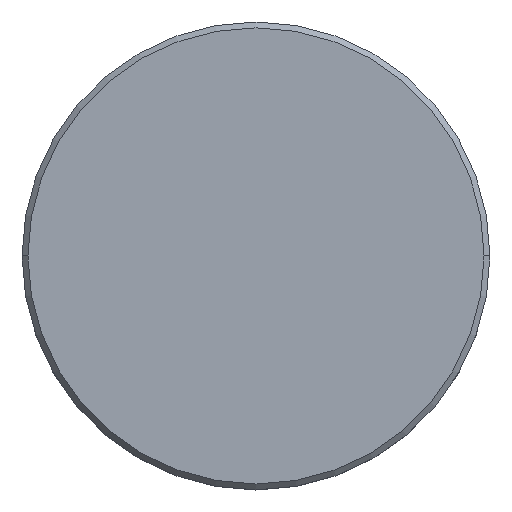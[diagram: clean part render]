
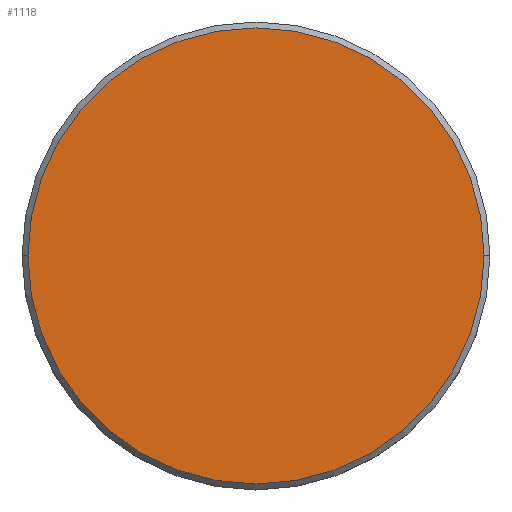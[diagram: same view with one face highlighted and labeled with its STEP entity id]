
A CAD part, top view. The second image highlights one B-rep face of the part: STEP entity #1118.
In plain terms, the highlighted planar face has unit normal (0, 0, 1).
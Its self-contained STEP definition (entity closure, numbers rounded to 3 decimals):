
#10 = CARTESIAN_POINT ( 'NONE',  ( 0., 0., 0. ) ) ;
#58 = ORIENTED_EDGE ( 'NONE', *, *, #203, .T. ) ;
#81 = CIRCLE ( 'NONE', #979, 19.5 ) ;
#92 = VERTEX_POINT ( 'NONE', #1179 ) ;
#102 = VERTEX_POINT ( 'NONE', #731 ) ;
#157 = DIRECTION ( 'NONE',  ( 1., 0., 0. ) ) ;
#203 = EDGE_CURVE ( 'NONE', #92, #102, #794, .T. ) ;
#213 = EDGE_LOOP ( 'NONE', ( #58, #885 ) ) ;
#371 = DIRECTION ( 'NONE',  ( 0., 0., 1. ) ) ;
#395 = PLANE ( 'NONE',  #815 ) ;
#405 = DIRECTION ( 'NONE',  ( 1., 0., 0. ) ) ;
#415 = EDGE_CURVE ( 'NONE', #102, #92, #81, .T. ) ;
#530 = DIRECTION ( 'NONE',  ( 0., 0., 1. ) ) ;
#618 = AXIS2_PLACEMENT_3D ( 'NONE', #10, #371, #1116 ) ;
#667 = FACE_OUTER_BOUND ( 'NONE', #213, .T. ) ;
#731 = CARTESIAN_POINT ( 'NONE',  ( 19.5, 0., 0. ) ) ;
#794 = CIRCLE ( 'NONE', #618, 19.5 ) ;
#815 = AXIS2_PLACEMENT_3D ( 'NONE', #857, #1044, #405 ) ;
#857 = CARTESIAN_POINT ( 'NONE',  ( 0., 0., 0. ) ) ;
#885 = ORIENTED_EDGE ( 'NONE', *, *, #415, .T. ) ;
#975 = CARTESIAN_POINT ( 'NONE',  ( 0., 0., 0. ) ) ;
#979 = AXIS2_PLACEMENT_3D ( 'NONE', #975, #530, #157 ) ;
#1044 = DIRECTION ( 'NONE',  ( 0., 0., 1. ) ) ;
#1116 = DIRECTION ( 'NONE',  ( 1., 0., 0. ) ) ;
#1118 = ADVANCED_FACE ( 'NONE', ( #667 ), #395, .T. ) ;
#1179 = CARTESIAN_POINT ( 'NONE',  ( -19.5, 0., 0. ) ) ;
